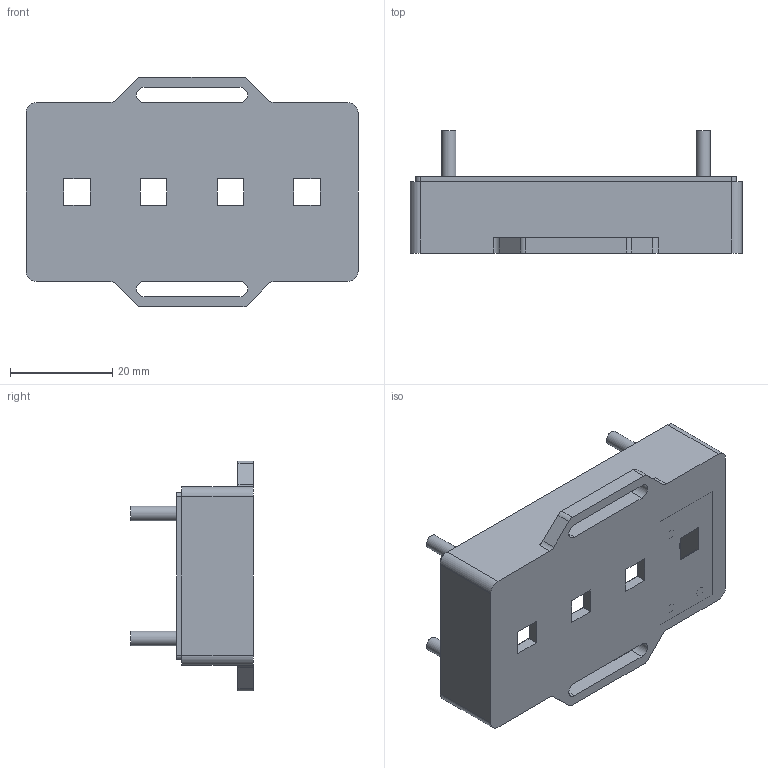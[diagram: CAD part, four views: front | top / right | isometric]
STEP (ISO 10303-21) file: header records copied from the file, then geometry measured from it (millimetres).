
FILE_DESCRIPTION(/* description */ (''),/* implementation_level */ '2;1');
FILE_NAME(/* name */ 'EnclosureBase.stp',/* time_stamp */ '2025-10-04T09:01:06+01:00',/* author */ ('tommd'),/* organization */ (''),/* preprocessor_version */ 'ST-DEVELOPER v19',/* originating_system */ 'Autodesk Inventor 2023',/* authorisation */ '');
FILE_SCHEMA (('AUTOMOTIVE_DESIGN { 1 0 10303 214 3 1 1 }'));
Length unit declared in the file: millimetre
Products named in the file (1): EnclosureBase
Bounding box: 65 x 24 x 45 mm (x, y, z)
Volume: 9605.3 mm3; surface area: 11309 mm2
Topology: 1 solids, 1 shells, 87 faces, 231 edges, 154 vertices
Faces by surface type: plane 55, cylinder 29, torus 3
Full cylindrical faces by diameter (mm): 1.8 x3, 2.8 x3, 4.5 x3
Entity records: 2787 total; most frequent: CARTESIAN_POINT 482, DIRECTION 474, ORIENTED_EDGE 462, EDGE_CURVE 231, LINE 162, VECTOR 162, AXIS2_PLACEMENT_3D 156, VERTEX_POINT 154
